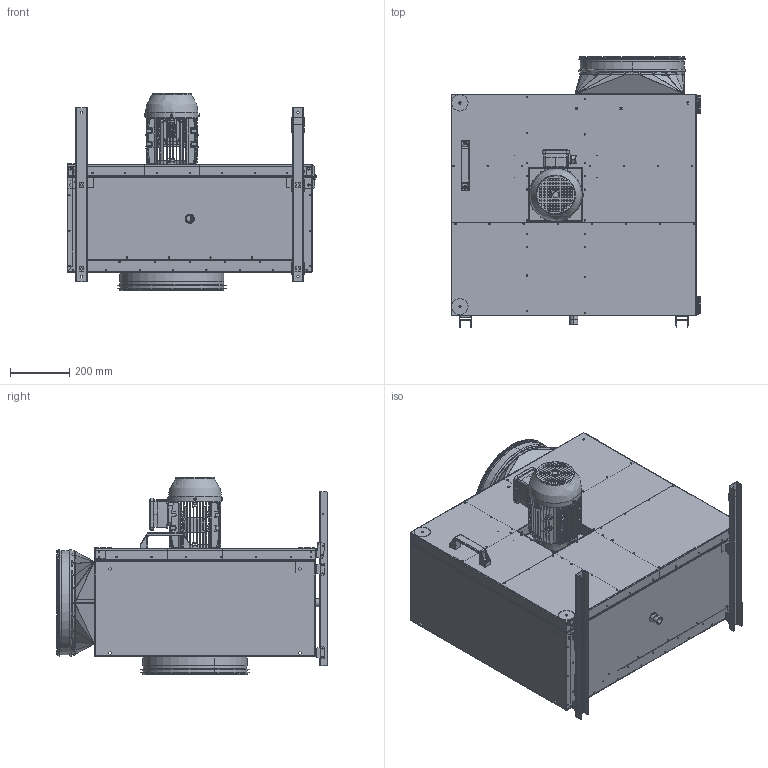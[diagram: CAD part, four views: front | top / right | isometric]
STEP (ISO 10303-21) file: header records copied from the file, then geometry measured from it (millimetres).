
FILE_DESCRIPTION (( 'STEP AP203' ), '1' );
FILE_NAME ('156630-00_MPS450D440_step.step', '2021-01-06T10:52:33', ( '' ), ( '' ), 'SwSTEP 2.0', 'SolidWorks 2017', '' );
FILE_SCHEMA (( 'CONFIG_CONTROL_DESIGN' ));
Length unit declared in the file: millimetre
Products named in the file (2): 156630-00_MPS450D440_step
Bounding box: 846.78 x 916.48 x 668.6 mm (x, y, z)
Surface area: 9880799.3 mm2 (no closed solid volume)
Topology: 0 solids, 177 shells, 2312 faces, 10531 edges, 8084 vertices
Faces by surface type: plane 1403, cylinder 728, bspline 77, torus 54, cone 50
Entity records: 120787 total; most frequent: CARTESIAN_POINT 36556, DIRECTION 17110, ORIENTED_EDGE 14709, EDGE_CURVE 10529, VERTEX_POINT 8084, LINE 6716, VECTOR 6716, AXIS2_PLACEMENT_3D 5197
